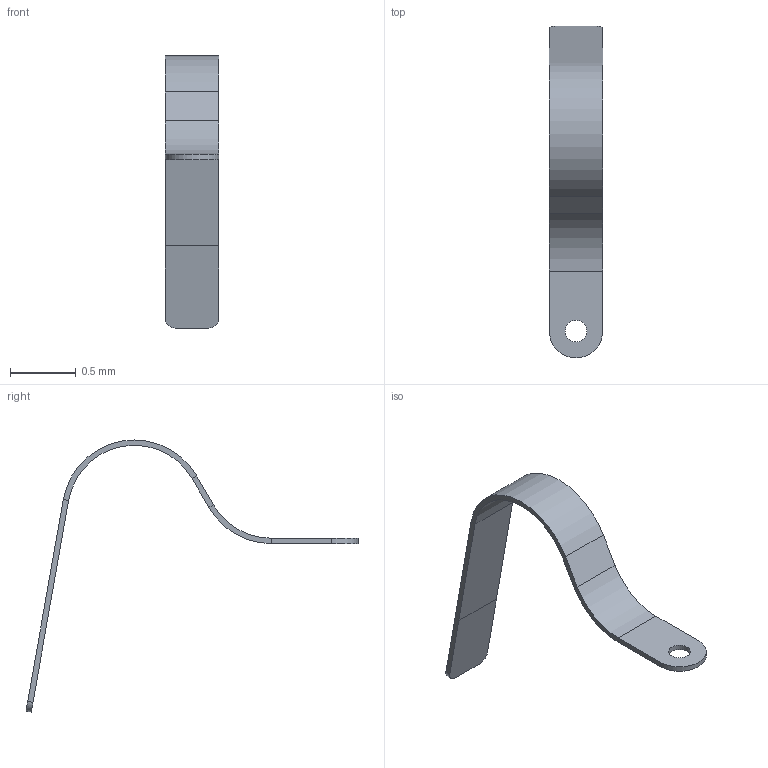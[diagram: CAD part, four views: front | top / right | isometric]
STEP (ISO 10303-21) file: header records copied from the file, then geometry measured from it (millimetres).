
FILE_DESCRIPTION (( 'STEP AP214' ), '1' );
FILE_NAME ('ATA-MEC-105 Arm Link R02.STEP', '2019-09-18T22:12:45', ( '' ), ( '' ), 'SwSTEP 2.0', 'SolidWorks 2017', '' );
FILE_SCHEMA (( 'AUTOMOTIVE_DESIGN' ));
Length unit declared in the file: inch
Products named in the file (1): ATA-MEC-105 Arm Link R02
Bounding box: 0.41 x 2.53 x 2.07 mm (x, y, z)
Volume: 0.1 mm3; surface area: 3.9 mm2
Topology: 1 solids, 1 shells, 27 faces, 59 edges, 34 vertices
Faces by surface type: plane 19, cylinder 8
Full cylindrical faces by diameter (mm): 0.165 x1
Entity records: 760 total; most frequent: DIRECTION 130, CARTESIAN_POINT 120, ORIENTED_EDGE 116, EDGE_CURVE 58, AXIS2_PLACEMENT_3D 44, LINE 42, VECTOR 42, VERTEX_POINT 34
